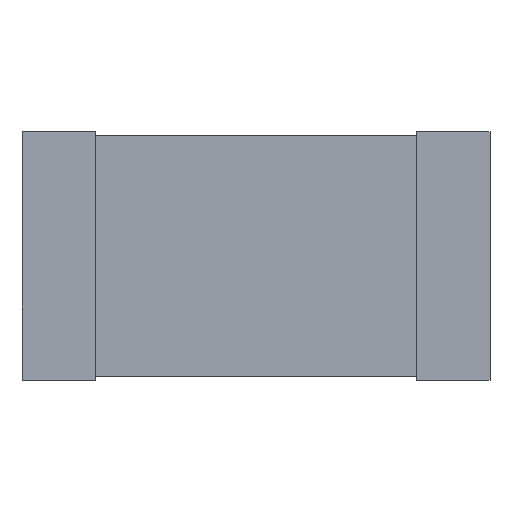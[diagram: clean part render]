
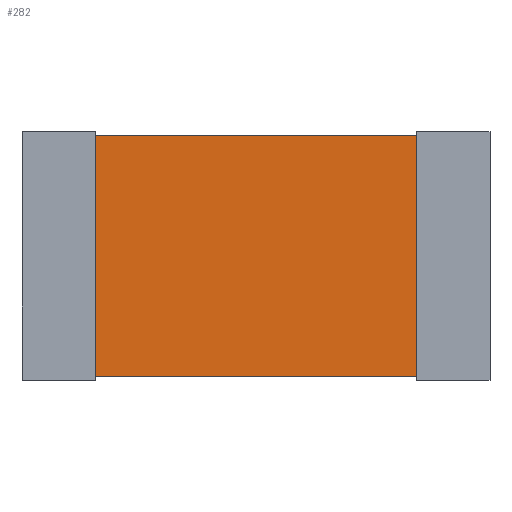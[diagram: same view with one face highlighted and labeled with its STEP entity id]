
A CAD part, top view. The second image highlights one B-rep face of the part: STEP entity #282.
In plain terms, the highlighted planar face has unit normal (0, 0, 1).
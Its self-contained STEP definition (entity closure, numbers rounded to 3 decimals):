
#24=FACE_OUTER_BOUND('',#42,.T.);
#42=EDGE_LOOP('',(#207,#208,#209,#210));
#57=LINE('',#417,#93);
#61=LINE('',#424,#97);
#64=LINE('',#430,#100);
#66=LINE('',#433,#102);
#93=VECTOR('',#341,4.572);
#97=VECTOR('',#347,3.43);
#100=VECTOR('',#352,4.572);
#102=VECTOR('',#356,3.43);
#129=VERTEX_POINT('',#414);
#130=VERTEX_POINT('',#416);
#132=VERTEX_POINT('',#422);
#134=VERTEX_POINT('',#428);
#153=EDGE_CURVE('',#130,#129,#57,.T.);
#157=EDGE_CURVE('',#129,#132,#61,.T.);
#160=EDGE_CURVE('',#132,#134,#64,.T.);
#162=EDGE_CURVE('',#134,#130,#66,.T.);
#207=ORIENTED_EDGE('',*,*,#153,.T.);
#208=ORIENTED_EDGE('',*,*,#157,.T.);
#209=ORIENTED_EDGE('',*,*,#160,.T.);
#210=ORIENTED_EDGE('',*,*,#162,.T.);
#264=PLANE('',#322);
#282=ADVANCED_FACE('',(#24),#264,.T.);
#322=AXIS2_PLACEMENT_3D('',#435,#359,#360);
#341=DIRECTION('',(1.,0.,0.));
#347=DIRECTION('',(0.,1.,0.));
#352=DIRECTION('',(-1.,0.,0.));
#356=DIRECTION('',(0.,-1.,0.));
#359=DIRECTION('center_axis',(0.,0.,1.));
#360=DIRECTION('ref_axis',(0.,1.,0.));
#414=CARTESIAN_POINT('',(2.286,-1.715,0.864));
#416=CARTESIAN_POINT('',(-2.286,-1.715,0.864));
#417=CARTESIAN_POINT('',(-2.286,-1.715,0.864));
#422=CARTESIAN_POINT('',(2.286,1.715,0.864));
#424=CARTESIAN_POINT('',(2.286,-1.715,0.864));
#428=CARTESIAN_POINT('',(-2.286,1.715,0.864));
#430=CARTESIAN_POINT('',(2.286,1.715,0.864));
#433=CARTESIAN_POINT('',(-2.286,1.715,0.864));
#435=CARTESIAN_POINT('Origin',(-2.286,-1.715,0.864));
